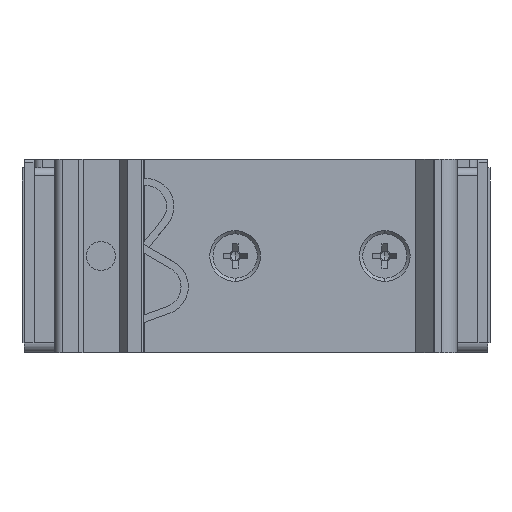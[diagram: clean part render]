
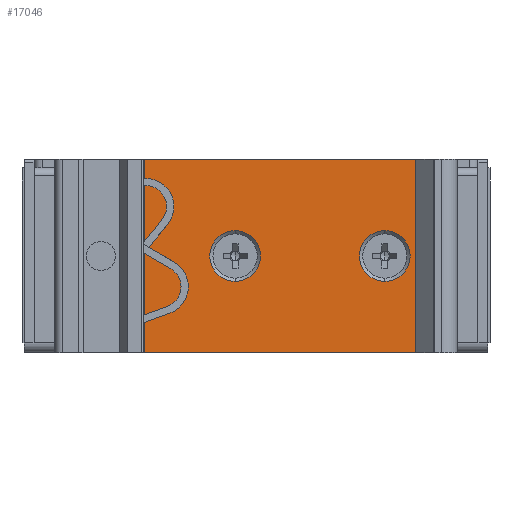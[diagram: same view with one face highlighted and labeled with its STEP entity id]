
A CAD part, left-side view. The second image highlights one B-rep face of the part: STEP entity #17046.
In plain terms, the highlighted face is planar.
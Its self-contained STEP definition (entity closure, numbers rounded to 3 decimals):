
#152 = EDGE_CURVE ( 'NONE', #5292, #5293, #14685, .T. ) ;
#164 = EDGE_CURVE ( 'NONE', #5300, #5301, #14687, .T. ) ;
#1174 = CARTESIAN_POINT ( 'NONE',  ( 0.65, 2.6, 0. ) ) ;
#1175 = DIRECTION ( 'NONE',  ( 1., 0., 0. ) ) ;
#1176 = DIRECTION ( 'NONE',  ( 0., 0., -1. ) ) ;
#1205 = CARTESIAN_POINT ( 'NONE',  ( 0.65, -16., 0. ) ) ;
#1206 = DIRECTION ( 'NONE',  ( 1., 0., 0. ) ) ;
#1207 = DIRECTION ( 'NONE',  ( 0., 0., -1. ) ) ;
#1354 = CARTESIAN_POINT ( 'NONE',  ( 0.65, 2.6, 3.15 ) ) ;
#1355 = CARTESIAN_POINT ( 'NONE',  ( 0.65, 2.6, -3.15 ) ) ;
#1362 = CARTESIAN_POINT ( 'NONE',  ( 0.65, -16., 3.15 ) ) ;
#1363 = CARTESIAN_POINT ( 'NONE',  ( 0.65, -16., -3.15 ) ) ;
#1378 = CARTESIAN_POINT ( 'NONE',  ( 0.65, -20.08, 12. ) ) ;
#1379 = CARTESIAN_POINT ( 'NONE',  ( 0.65, 13.8, 12. ) ) ;
#1436 = CARTESIAN_POINT ( 'NONE',  ( 0.65, 13.8, -12. ) ) ;
#1437 = CARTESIAN_POINT ( 'NONE',  ( 0.65, -20.08, -12. ) ) ;
#5017 = ORIENTED_EDGE ( 'NONE', *, *, #17192, .F. ) ;
#5018 = ORIENTED_EDGE ( 'NONE', *, *, #17193, .F. ) ;
#5019 = ORIENTED_EDGE ( 'NONE', *, *, #17210, .T. ) ;
#5020 = ORIENTED_EDGE ( 'NONE', *, *, #152, .F. ) ;
#5021 = ORIENTED_EDGE ( 'NONE', *, *, #15918, .T. ) ;
#5022 = ORIENTED_EDGE ( 'NONE', *, *, #164, .F. ) ;
#5023 = ORIENTED_EDGE ( 'NONE', *, *, #17191, .T. ) ;
#5025 = ORIENTED_EDGE ( 'NONE', *, *, #17194, .F. ) ;
#5292 = VERTEX_POINT ( 'NONE', #1354 ) ;
#5293 = VERTEX_POINT ( 'NONE', #1355 ) ;
#5300 = VERTEX_POINT ( 'NONE', #1362 ) ;
#5301 = VERTEX_POINT ( 'NONE', #1363 ) ;
#5316 = VERTEX_POINT ( 'NONE', #1378 ) ;
#5317 = VERTEX_POINT ( 'NONE', #1379 ) ;
#5374 = VERTEX_POINT ( 'NONE', #1436 ) ;
#5375 = VERTEX_POINT ( 'NONE', #1437 ) ;
#5833 = EDGE_LOOP ( 'NONE', ( #5018, #5020 ) ) ;
#5838 = EDGE_LOOP ( 'NONE', ( #5019, #5023, #5021, #5025 ) ) ;
#5871 = EDGE_LOOP ( 'NONE', ( #5017, #5022 ) ) ;
#14685 = CIRCLE ( 'NONE', #14689, 3.15 ) ;
#14687 = CIRCLE ( 'NONE', #15986, 3.15 ) ;
#14689 = AXIS2_PLACEMENT_3D ( 'NONE', #1174, #1175, #1176 ) ;
#14941 = CARTESIAN_POINT ( 'NONE',  ( 0.65, 16.4, 12. ) ) ;
#14942 = DIRECTION ( 'NONE',  ( 0., -1., 0. ) ) ;
#15095 = PLANE ( 'NONE',  #22071 ) ;
#15096 = CARTESIAN_POINT ( 'NONE',  ( 0.65, 16.4, -12.001 ) ) ;
#15097 = DIRECTION ( 'NONE',  ( -1., 0., 0. ) ) ;
#15098 = DIRECTION ( 'NONE',  ( 0., -1., 0. ) ) ;
#15271 = CARTESIAN_POINT ( 'NONE',  ( 0.65, 13.8, -12.001 ) ) ;
#15272 = DIRECTION ( 'NONE',  ( 0., 0., 1. ) ) ;
#15273 = CARTESIAN_POINT ( 'NONE',  ( 0.65, -16., 0. ) ) ;
#15274 = DIRECTION ( 'NONE',  ( 1., 0., 0. ) ) ;
#15275 = DIRECTION ( 'NONE',  ( 0., 0., -1. ) ) ;
#15276 = CARTESIAN_POINT ( 'NONE',  ( 0.65, 2.6, 0. ) ) ;
#15277 = DIRECTION ( 'NONE',  ( 1., 0., 0. ) ) ;
#15278 = DIRECTION ( 'NONE',  ( 0., 0., -1. ) ) ;
#15279 = CARTESIAN_POINT ( 'NONE',  ( 0.65, -20.08, -12.001 ) ) ;
#15280 = DIRECTION ( 'NONE',  ( 0., 0., 1. ) ) ;
#15316 = CARTESIAN_POINT ( 'NONE',  ( 0.65, 16.4, -12. ) ) ;
#15317 = DIRECTION ( 'NONE',  ( 0., 1., 0. ) ) ;
#15918 = EDGE_CURVE ( 'NONE', #5317, #5316, #28273, .T. ) ;
#15986 = AXIS2_PLACEMENT_3D ( 'NONE', #1205, #1206, #1207 ) ;
#17046 = ADVANCED_FACE ( 'NONE', ( #28313, #28314, #28315 ), #15095, .F. ) ;
#17191 = EDGE_CURVE ( 'NONE', #5374, #5317, #28374, .T. ) ;
#17192 = EDGE_CURVE ( 'NONE', #5301, #5300, #22140, .T. ) ;
#17193 = EDGE_CURVE ( 'NONE', #5293, #5292, #22132, .T. ) ;
#17194 = EDGE_CURVE ( 'NONE', #5375, #5316, #28375, .T. ) ;
#17210 = EDGE_CURVE ( 'NONE', #5375, #5374, #28386, .T. ) ;
#21989 = VECTOR ( 'NONE', #14942, 1000. ) ;
#22071 = AXIS2_PLACEMENT_3D ( 'NONE', #15096, #15097, #15098 ) ;
#22132 = CIRCLE ( 'NONE', #22154, 3.15 ) ;
#22140 = CIRCLE ( 'NONE', #22152, 3.15 ) ;
#22151 = VECTOR ( 'NONE', #15272, 1000. ) ;
#22152 = AXIS2_PLACEMENT_3D ( 'NONE', #15273, #15274, #15275 ) ;
#22154 = AXIS2_PLACEMENT_3D ( 'NONE', #15276, #15277, #15278 ) ;
#22155 = VECTOR ( 'NONE', #15280, 1000. ) ;
#22176 = VECTOR ( 'NONE', #15317, 1000. ) ;
#28273 = LINE ( 'NONE', #14941, #21989 ) ;
#28313 = FACE_BOUND ( 'NONE', #5833, .T. ) ;
#28314 = FACE_BOUND ( 'NONE', #5871, .T. ) ;
#28315 = FACE_OUTER_BOUND ( 'NONE', #5838, .T. ) ;
#28374 = LINE ( 'NONE', #15271, #22151 ) ;
#28375 = LINE ( 'NONE', #15279, #22155 ) ;
#28386 = LINE ( 'NONE', #15316, #22176 ) ;
